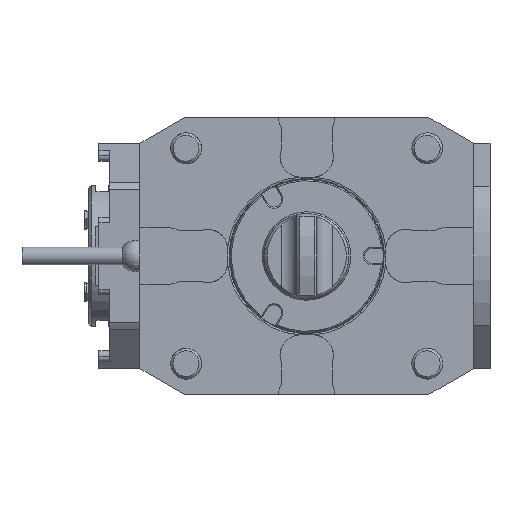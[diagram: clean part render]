
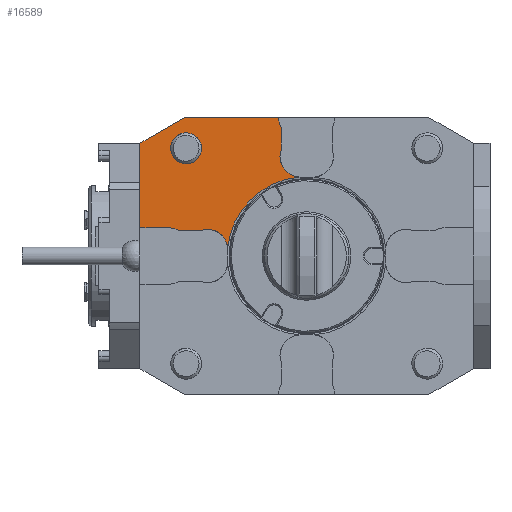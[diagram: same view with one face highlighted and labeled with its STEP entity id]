
A CAD part, front view. The second image highlights one B-rep face of the part: STEP entity #16589.
In plain terms, the highlighted planar face has unit normal (0, -1, 0).
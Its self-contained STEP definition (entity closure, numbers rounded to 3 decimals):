
#99 = CARTESIAN_POINT ( 'NONE',  ( -47., 43., 48. ) ) ;
#210 = EDGE_CURVE ( 'NONE', #3264, #4074, #19093, .T. ) ;
#270 = VERTEX_POINT ( 'NONE', #13903 ) ;
#344 = CARTESIAN_POINT ( 'NONE',  ( -54., 43., 11. ) ) ;
#378 = CARTESIAN_POINT ( 'NONE',  ( -10., 43., 41.248 ) ) ;
#654 = CARTESIAN_POINT ( 'NONE',  ( -38.75, 43., 2.4 ) ) ;
#696 = EDGE_CURVE ( 'NONE', #4074, #21153, #8356, .T. ) ;
#771 = CARTESIAN_POINT ( 'NONE',  ( -47.679, 43., 54. ) ) ;
#1002 = ORIENTED_EDGE ( 'NONE', *, *, #210, .F. ) ;
#1149 = AXIS2_PLACEMENT_3D ( 'NONE', #9117, #10972, #5521 ) ;
#1345 = CARTESIAN_POINT ( 'NONE',  ( -41.248, 43., 10. ) ) ;
#2085 = ORIENTED_EDGE ( 'NONE', *, *, #12486, .F. ) ;
#2146 = CARTESIAN_POINT ( 'NONE',  ( -65., 43., 54. ) ) ;
#2502 = CIRCLE ( 'NONE', #21810, 8. ) ;
#3004 = CARTESIAN_POINT ( 'NONE',  ( -65., 43., 44. ) ) ;
#3264 = VERTEX_POINT ( 'NONE', #771 ) ;
#3543 = CARTESIAN_POINT ( 'NONE',  ( -30.787, 43., 3.166 ) ) ;
#3601 = LINE ( 'NONE', #378, #22771 ) ;
#4009 = VERTEX_POINT ( 'NONE', #11398 ) ;
#4071 = ORIENTED_EDGE ( 'NONE', *, *, #22603, .T. ) ;
#4074 = VERTEX_POINT ( 'NONE', #13250 ) ;
#4168 = CARTESIAN_POINT ( 'NONE',  ( -50.127, 43., 10. ) ) ;
#4241 = DIRECTION ( 'NONE',  ( 0., 0., 1. ) ) ;
#4413 = FACE_BOUND ( 'NONE', #11502, .T. ) ;
#5076 = CARTESIAN_POINT ( 'NONE',  ( -3., 43., 54. ) ) ;
#5107 = VECTOR ( 'NONE', #23025, 1000. ) ;
#5521 = DIRECTION ( 'NONE',  ( 0., 0., 1. ) ) ;
#5887 = CIRCLE ( 'NONE', #20502, 8. ) ;
#6040 = DIRECTION ( 'NONE',  ( -1., 0., 0. ) ) ;
#6658 = LINE ( 'NONE', #14189, #9035 ) ;
#6940 = DIRECTION ( 'NONE',  ( 0., 0., -1. ) ) ;
#7156 = ORIENTED_EDGE ( 'NONE', *, *, #696, .F. ) ;
#7179 = DIRECTION ( 'NONE',  ( 0., 0., -1. ) ) ;
#7236 = DIRECTION ( 'NONE',  ( 0., 0., 1. ) ) ;
#7886 = EDGE_LOOP ( 'NONE', ( #1002, #13659, #9921, #2085, #13843, #21523, #10278, #15808, #15839, #4071, #7156 ) ) ;
#7962 = EDGE_CURVE ( 'NONE', #4009, #16493, #20845, .T. ) ;
#8356 = CIRCLE ( 'NONE', #11106, 8. ) ;
#8381 = LINE ( 'NONE', #344, #14387 ) ;
#8889 = DIRECTION ( 'NONE',  ( -1., 0., 0. ) ) ;
#9009 = EDGE_CURVE ( 'NONE', #10216, #13758, #11237, .T. ) ;
#9035 = VECTOR ( 'NONE', #20119, 1000. ) ;
#9117 = CARTESIAN_POINT ( 'NONE',  ( 0., 43., 0. ) ) ;
#9517 = VERTEX_POINT ( 'NONE', #99 ) ;
#9921 = ORIENTED_EDGE ( 'NONE', *, *, #9009, .T. ) ;
#10216 = VERTEX_POINT ( 'NONE', #3004 ) ;
#10278 = ORIENTED_EDGE ( 'NONE', *, *, #14082, .T. ) ;
#10554 = EDGE_CURVE ( 'NONE', #3264, #10216, #6658, .T. ) ;
#10674 = EDGE_CURVE ( 'NONE', #13379, #13322, #11814, .T. ) ;
#10872 = CIRCLE ( 'NONE', #18360, 8. ) ;
#10972 = DIRECTION ( 'NONE',  ( 0., 1., 0. ) ) ;
#10994 = EDGE_CURVE ( 'NONE', #270, #16493, #5887, .T. ) ;
#10999 = DIRECTION ( 'NONE',  ( 0., 0., -1. ) ) ;
#11106 = AXIS2_PLACEMENT_3D ( 'NONE', #5076, #23722, #7179 ) ;
#11190 = VERTEX_POINT ( 'NONE', #17494 ) ;
#11237 = LINE ( 'NONE', #20631, #18783 ) ;
#11398 = CARTESIAN_POINT ( 'NONE',  ( -41.248, 43., 10. ) ) ;
#11502 = EDGE_LOOP ( 'NONE', ( #22871 ) ) ;
#11814 = CIRCLE ( 'NONE', #1149, 30.949 ) ;
#12424 = CARTESIAN_POINT ( 'NONE',  ( -65., 43., 11. ) ) ;
#12486 = EDGE_CURVE ( 'NONE', #270, #13758, #8381, .T. ) ;
#12798 = DIRECTION ( 'NONE',  ( 0., 1., 0. ) ) ;
#12834 = VECTOR ( 'NONE', #8889, 1000. ) ;
#12881 = AXIS2_PLACEMENT_3D ( 'NONE', #23672, #16276, #21814 ) ;
#13250 = CARTESIAN_POINT ( 'NONE',  ( -11., 43., 54. ) ) ;
#13322 = VERTEX_POINT ( 'NONE', #21947 ) ;
#13379 = VERTEX_POINT ( 'NONE', #3543 ) ;
#13659 = ORIENTED_EDGE ( 'NONE', *, *, #10554, .T. ) ;
#13758 = VERTEX_POINT ( 'NONE', #12424 ) ;
#13843 = ORIENTED_EDGE ( 'NONE', *, *, #10994, .T. ) ;
#13903 = CARTESIAN_POINT ( 'NONE',  ( -54., 43., 11. ) ) ;
#14082 = EDGE_CURVE ( 'NONE', #4009, #13379, #2502, .T. ) ;
#14189 = CARTESIAN_POINT ( 'NONE',  ( 63.997, 43., 118.477 ) ) ;
#14387 = VECTOR ( 'NONE', #6040, 1000. ) ;
#14759 = CARTESIAN_POINT ( 'NONE',  ( -47., 43., 42. ) ) ;
#15567 = EDGE_CURVE ( 'NONE', #11190, #13322, #10872, .T. ) ;
#15808 = ORIENTED_EDGE ( 'NONE', *, *, #10674, .T. ) ;
#15839 = ORIENTED_EDGE ( 'NONE', *, *, #15567, .F. ) ;
#16276 = DIRECTION ( 'NONE',  ( 0., 1., 0. ) ) ;
#16327 = CARTESIAN_POINT ( 'NONE',  ( -2.4, 43., 38.75 ) ) ;
#16375 = DIRECTION ( 'NONE',  ( 0., 0., 1. ) ) ;
#16493 = VERTEX_POINT ( 'NONE', #4168 ) ;
#16589 = ADVANCED_FACE ( 'Defeature completata1_19', ( #4413, #18130 ), #23796, .F. ) ;
#17494 = CARTESIAN_POINT ( 'NONE',  ( -10., 43., 41.248 ) ) ;
#18130 = FACE_OUTER_BOUND ( 'NONE', #7886, .T. ) ;
#18360 = AXIS2_PLACEMENT_3D ( 'NONE', #16327, #23846, #6940 ) ;
#18783 = VECTOR ( 'NONE', #10999, 1000. ) ;
#18862 = AXIS2_PLACEMENT_3D ( 'NONE', #14759, #12798, #16375 ) ;
#19093 = LINE ( 'NONE', #2146, #5107 ) ;
#19322 = DIRECTION ( 'NONE',  ( 0., 1., 0. ) ) ;
#20119 = DIRECTION ( 'NONE',  ( -0.866, 0., -0.5 ) ) ;
#20457 = CARTESIAN_POINT ( 'NONE',  ( -54., 43., 3. ) ) ;
#20502 = AXIS2_PLACEMENT_3D ( 'NONE', #20457, #24405, #7236 ) ;
#20631 = CARTESIAN_POINT ( 'NONE',  ( -65., 43., 54. ) ) ;
#20845 = LINE ( 'NONE', #1345, #12834 ) ;
#21153 = VERTEX_POINT ( 'NONE', #22938 ) ;
#21523 = ORIENTED_EDGE ( 'NONE', *, *, #7962, .F. ) ;
#21810 = AXIS2_PLACEMENT_3D ( 'NONE', #654, #19322, #4241 ) ;
#21814 = DIRECTION ( 'NONE',  ( 0., 0., 1. ) ) ;
#21947 = CARTESIAN_POINT ( 'NONE',  ( -3.166, 43., 30.787 ) ) ;
#22219 = EDGE_CURVE ( 'NONE', #9517, #9517, #23583, .T. ) ;
#22603 = EDGE_CURVE ( 'NONE', #11190, #21153, #3601, .T. ) ;
#22726 = DIRECTION ( 'NONE',  ( 0., 0., 1. ) ) ;
#22771 = VECTOR ( 'NONE', #22726, 1000. ) ;
#22871 = ORIENTED_EDGE ( 'NONE', *, *, #22219, .T. ) ;
#22938 = CARTESIAN_POINT ( 'NONE',  ( -10., 43., 50.127 ) ) ;
#23025 = DIRECTION ( 'NONE',  ( 1., 0., 0. ) ) ;
#23583 = CIRCLE ( 'NONE', #18862, 6. ) ;
#23672 = CARTESIAN_POINT ( 'NONE',  ( 132.4, 43., 0. ) ) ;
#23722 = DIRECTION ( 'NONE',  ( 0., -1., 0. ) ) ;
#23796 = PLANE ( 'NONE',  #12881 ) ;
#23846 = DIRECTION ( 'NONE',  ( 0., -1., 0. ) ) ;
#24405 = DIRECTION ( 'NONE',  ( 0., 1., 0. ) ) ;
